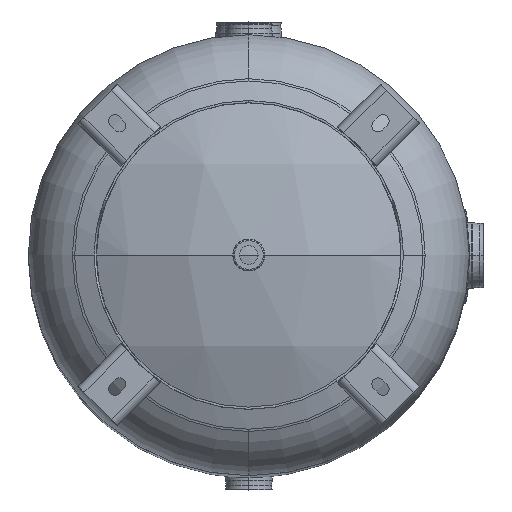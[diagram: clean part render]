
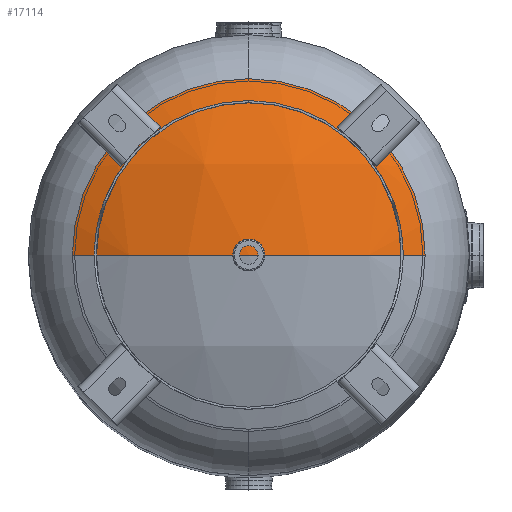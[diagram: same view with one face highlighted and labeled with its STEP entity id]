
A CAD part, top view. The second image highlights one B-rep face of the part: STEP entity #17114.
In plain terms, the highlighted spherical face has radius 457.2 mm.
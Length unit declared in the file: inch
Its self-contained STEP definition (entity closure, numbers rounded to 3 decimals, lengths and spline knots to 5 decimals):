
#13 = CARTESIAN_POINT ( 'NONE',  ( 0., 0., 13.5 ) ) ;
#405 = AXIS2_PLACEMENT_3D ( 'NONE', #8184, #8425, #13980 ) ;
#578 = DIRECTION ( 'NONE',  ( 0., 0., -1. ) ) ;
#830 = DIRECTION ( 'NONE',  ( 0., 0., 1. ) ) ;
#1142 = AXIS2_PLACEMENT_3D ( 'NONE', #13, #12654, #1567 ) ;
#1567 = DIRECTION ( 'NONE',  ( 1., 0., 0. ) ) ;
#1870 = AXIS2_PLACEMENT_3D ( 'NONE', #5756, #578, #7757 ) ;
#2134 = CARTESIAN_POINT ( 'NONE',  ( -8., 0., 29.62452 ) ) ;
#2413 = DIRECTION ( 'NONE',  ( 0., -1., 0. ) ) ;
#2560 = ORIENTED_EDGE ( 'NONE', *, *, #9353, .F. ) ;
#4160 = CARTESIAN_POINT ( 'NONE',  ( 0., 0., 13.5 ) ) ;
#5030 = EDGE_LOOP ( 'NONE', ( #11422, #20794, #22511, #2560 ) ) ;
#5756 = CARTESIAN_POINT ( 'NONE',  ( 0., 0., 29.62452 ) ) ;
#7498 = CIRCLE ( 'NONE', #1870, 8. ) ;
#7757 = DIRECTION ( 'NONE',  ( 0., 1., 0. ) ) ;
#8184 = CARTESIAN_POINT ( 'NONE',  ( 0., 0., 29.62452 ) ) ;
#8425 = DIRECTION ( 'NONE',  ( 0., 0., -1. ) ) ;
#8998 = FACE_OUTER_BOUND ( 'NONE', #5030, .T. ) ;
#9029 = CIRCLE ( 'NONE', #19981, 18. ) ;
#9353 = EDGE_CURVE ( 'NONE', #17273, #13241, #7498, .T. ) ;
#9872 = AXIS2_PLACEMENT_3D ( 'NONE', #16990, #18862, #830 ) ;
#10601 = CIRCLE ( 'NONE', #405, 8. ) ;
#11422 = ORIENTED_EDGE ( 'NONE', *, *, #22613, .F. ) ;
#11510 = DIRECTION ( 'NONE',  ( 1., 0., 0. ) ) ;
#12177 = EDGE_CURVE ( 'NONE', #19245, #22436, #19278, .T. ) ;
#12654 = DIRECTION ( 'NONE',  ( 0., -1., 0. ) ) ;
#13241 = VERTEX_POINT ( 'NONE', #19700 ) ;
#13980 = DIRECTION ( 'NONE',  ( 0., 1., 0. ) ) ;
#14313 = SPHERICAL_SURFACE ( 'NONE', #1142, 18. ) ;
#14721 = CARTESIAN_POINT ( 'NONE',  ( 8., 0., 29.62452 ) ) ;
#15543 = EDGE_CURVE ( 'NONE', #13241, #22436, #10601, .T. ) ;
#16990 = CARTESIAN_POINT ( 'NONE',  ( 0., 0., 13.5 ) ) ;
#17114 = ADVANCED_FACE ( 'NONE', ( #8998 ), #14313, .T. ) ;
#17273 = VERTEX_POINT ( 'NONE', #2134 ) ;
#18726 = CARTESIAN_POINT ( 'NONE',  ( 0., 0., 31.5 ) ) ;
#18862 = DIRECTION ( 'NONE',  ( 0., 1., 0. ) ) ;
#19245 = VERTEX_POINT ( 'NONE', #18726 ) ;
#19278 = CIRCLE ( 'NONE', #9872, 18. ) ;
#19700 = CARTESIAN_POINT ( 'NONE',  ( 0., 8., 29.62452 ) ) ;
#19981 = AXIS2_PLACEMENT_3D ( 'NONE', #4160, #2413, #11510 ) ;
#20794 = ORIENTED_EDGE ( 'NONE', *, *, #12177, .T. ) ;
#22436 = VERTEX_POINT ( 'NONE', #14721 ) ;
#22511 = ORIENTED_EDGE ( 'NONE', *, *, #15543, .F. ) ;
#22613 = EDGE_CURVE ( 'NONE', #19245, #17273, #9029, .T. ) ;
